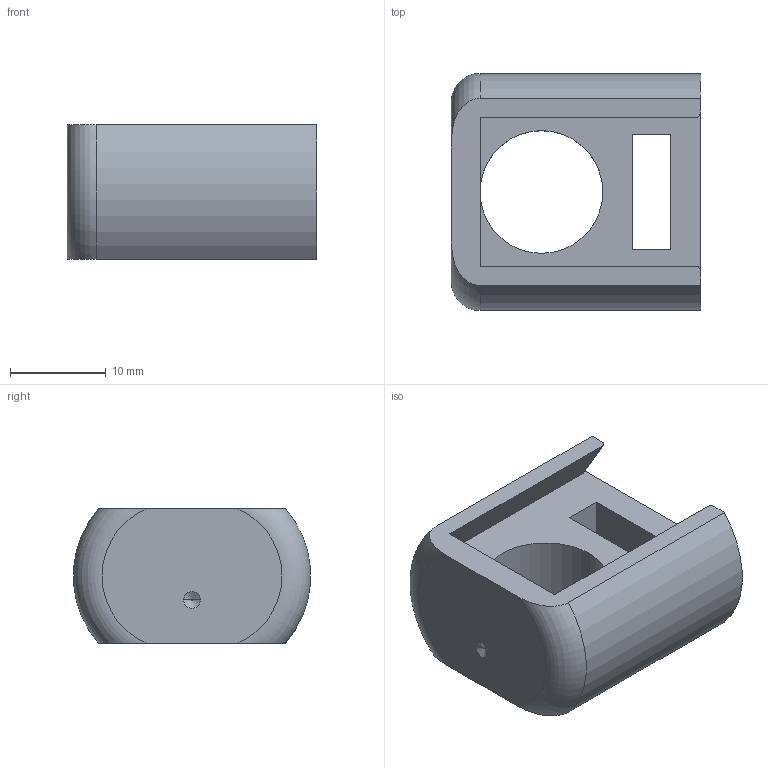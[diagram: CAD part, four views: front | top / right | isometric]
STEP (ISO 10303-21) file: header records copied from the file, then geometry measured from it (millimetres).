
FILE_DESCRIPTION(('CATIA V5 STEP'),'2;1');
FILE_NAME('LowerPart.stp','2025-04-17T10:28:01+00:00',('none'),('none'),'CATIA Version 5-6 Release 2016 SP6','CATIA V5 STEP AP203','none');
FILE_SCHEMA(('CONFIG_CONTROL_DESIGN'));
Length unit declared in the file: millimetre
Products named in the file (1): Lower Part
Bounding box: 26 x 24.69 x 14 mm (x, y, z)
Volume: 4643.7 mm3; surface area: 3098.9 mm2
Topology: 1 solids, 1 shells, 28 faces, 75 edges, 46 vertices
Faces by surface type: plane 12, cone 8, cylinder 6, torus 2
Entity records: 917 total; most frequent: CARTESIAN_POINT 233, ORIENTED_EDGE 142, DIRECTION 105, EDGE_CURVE 71, VERTEX_POINT 46, VECTOR 45, LINE 45, AXIS2_PLACEMENT_3D 40
